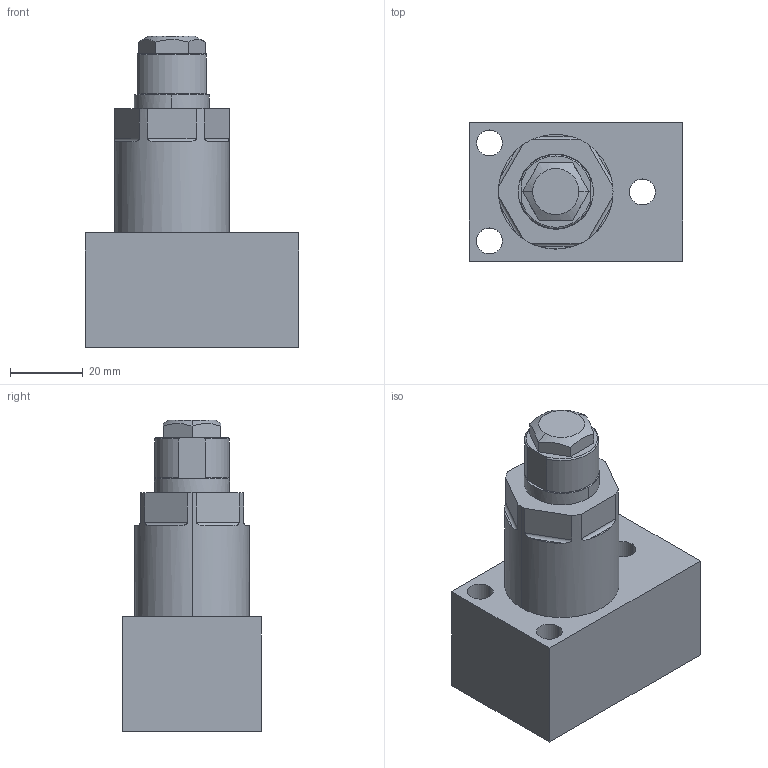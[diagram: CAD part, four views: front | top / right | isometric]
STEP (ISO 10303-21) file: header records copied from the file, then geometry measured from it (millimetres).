
FILE_DESCRIPTION((''),'2;1');
FILE_NAME('ILC10080807','2012-10-18T',('jdw'),(''),'PRO/ENGINEER BY PARAMETRIC TECHNOLOGY CORPORATION, 2007460','PRO/ENGINEER BY PARAMETRIC TECHNOLOGY CORPORATION, 2007460','');
FILE_SCHEMA(('AUTOMOTIVE_DESIGN_CC2 { 1 2 10303 214 -1 1 5 2 }'));
Length unit declared in the file: inch
Products named in the file (1): ILC10080807
Bounding box: 58.72 x 38.1 x 85.72 mm (x, y, z)
Volume: 96049.9 mm3; surface area: 18577.3 mm2
Topology: 1 solids, 2 shells, 82 faces, 203 edges, 127 vertices
Faces by surface type: plane 37, cylinder 29, torus 8, cone 8
Entity records: 2879 total; most frequent: CARTESIAN_POINT 738, DIRECTION 408, ORIENTED_EDGE 402, EDGE_CURVE 201, AXIS2_PLACEMENT_3D 155, VERTEX_POINT 127, COLOUR_RGB 106, VECTOR 98
